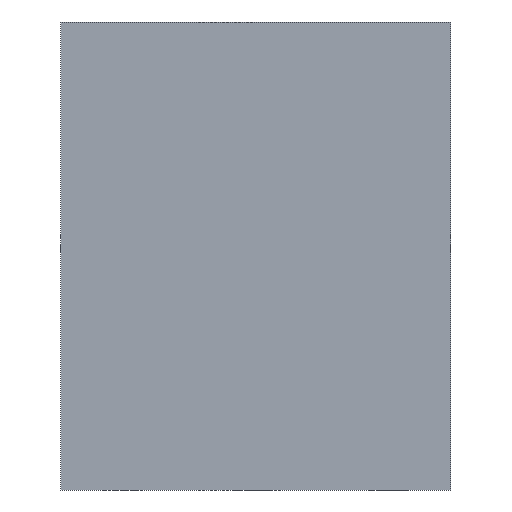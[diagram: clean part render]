
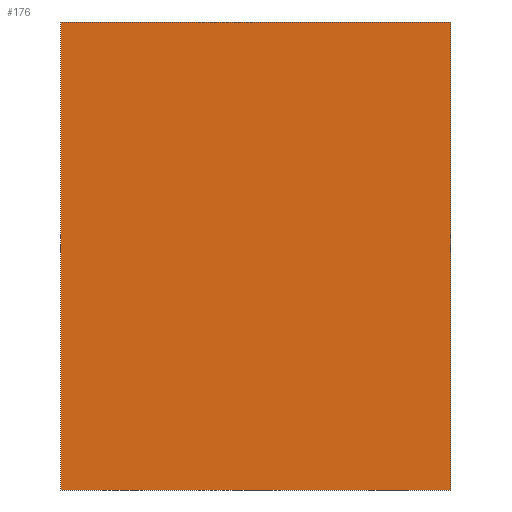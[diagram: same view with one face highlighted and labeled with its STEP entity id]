
A CAD part, front view. The second image highlights one B-rep face of the part: STEP entity #176.
In plain terms, the highlighted planar face has unit normal (0, -1, 0).
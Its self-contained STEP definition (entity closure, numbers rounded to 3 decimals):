
#23=PLANE('',#214);
#32=FACE_OUTER_BOUND('',#41,.T.);
#41=EDGE_LOOP('',(#145,#146,#147,#148));
#54=LINE('',#288,#69);
#62=LINE('',#303,#77);
#63=LINE('',#305,#78);
#64=LINE('',#306,#79);
#69=VECTOR('',#243,10.);
#77=VECTOR('',#255,10.);
#78=VECTOR('',#258,10.);
#79=VECTOR('',#259,10.);
#93=VERTEX_POINT('',#285);
#94=VERTEX_POINT('',#287);
#98=VERTEX_POINT('',#299);
#99=VERTEX_POINT('',#301);
#110=EDGE_CURVE('',#93,#94,#54,.T.);
#118=EDGE_CURVE('',#98,#99,#62,.T.);
#119=EDGE_CURVE('',#93,#98,#63,.T.);
#120=EDGE_CURVE('',#94,#99,#64,.T.);
#145=ORIENTED_EDGE('',*,*,#119,.T.);
#146=ORIENTED_EDGE('',*,*,#118,.T.);
#147=ORIENTED_EDGE('',*,*,#120,.F.);
#148=ORIENTED_EDGE('',*,*,#110,.F.);
#176=ADVANCED_FACE('',(#32),#23,.T.);
#214=AXIS2_PLACEMENT_3D('',#304,#256,#257);
#243=DIRECTION('',(0.,0.,1.));
#255=DIRECTION('',(0.,0.,1.));
#256=DIRECTION('center_axis',(0.,-1.,0.));
#257=DIRECTION('ref_axis',(1.,0.,0.));
#258=DIRECTION('',(1.,0.,0.));
#259=DIRECTION('',(1.,0.,0.));
#285=CARTESIAN_POINT('',(-25.,-10.5,0.));
#287=CARTESIAN_POINT('',(-25.,-10.5,60.));
#288=CARTESIAN_POINT('',(-25.,-10.5,0.));
#299=CARTESIAN_POINT('',(25.,-10.5,0.));
#301=CARTESIAN_POINT('',(25.,-10.5,60.));
#303=CARTESIAN_POINT('',(25.,-10.5,0.));
#304=CARTESIAN_POINT('Origin',(-25.,-10.5,0.));
#305=CARTESIAN_POINT('',(-25.,-10.5,0.));
#306=CARTESIAN_POINT('',(-25.,-10.5,60.));
